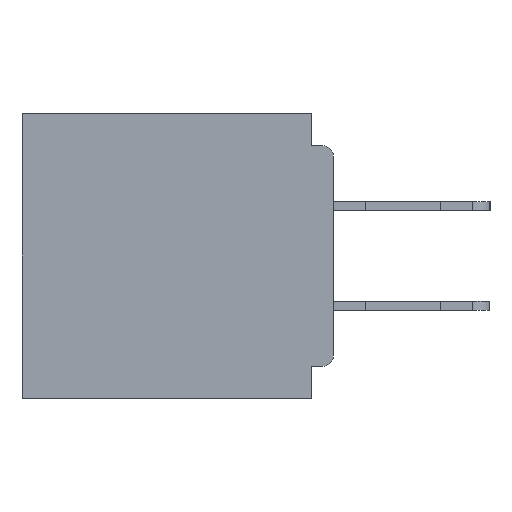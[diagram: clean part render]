
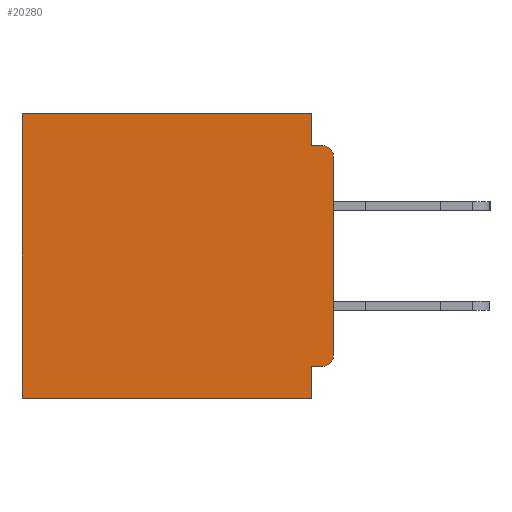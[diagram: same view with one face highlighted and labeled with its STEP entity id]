
A CAD part, left-side view. The second image highlights one B-rep face of the part: STEP entity #20280.
In plain terms, the highlighted planar face has unit normal (-1, 0, 0).
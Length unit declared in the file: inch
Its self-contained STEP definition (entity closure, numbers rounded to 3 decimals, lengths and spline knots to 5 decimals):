
#200 = LINE ( 'NONE', #23570, #42718 ) ;
#1247 = ORIENTED_EDGE ( 'NONE', *, *, #21505, .T. ) ;
#1598 = CARTESIAN_POINT ( 'NONE',  ( 0.3, 0.031, 0. ) ) ;
#2178 = DIRECTION ( 'NONE',  ( -1., 0., 0. ) ) ;
#2580 = CARTESIAN_POINT ( 'NONE',  ( 0.3, 0.031, 0. ) ) ;
#2769 = DIRECTION ( 'NONE',  ( 0., 0., -1. ) ) ;
#2906 = CARTESIAN_POINT ( 'NONE',  ( 0.3, 0.031, -0.355 ) ) ;
#3523 = ORIENTED_EDGE ( 'NONE', *, *, #54270, .F. ) ;
#7785 = VERTEX_POINT ( 'NONE', #36090 ) ;
#7795 = CARTESIAN_POINT ( 'NONE',  ( 0.3, 0., -0.4 ) ) ;
#8870 = VERTEX_POINT ( 'NONE', #28992 ) ;
#8884 = CARTESIAN_POINT ( 'NONE',  ( 0.3, 0.015, -0.34 ) ) ;
#8956 = VERTEX_POINT ( 'NONE', #25478 ) ;
#9119 = CARTESIAN_POINT ( 'NONE',  ( 0.3, 0.437, -0.4 ) ) ;
#9206 = CARTESIAN_POINT ( 'NONE',  ( 0.3, 0., -0.355 ) ) ;
#9372 = LINE ( 'NONE', #28625, #53021 ) ;
#9390 = VERTEX_POINT ( 'NONE', #2906 ) ;
#11055 = EDGE_CURVE ( 'NONE', #51197, #8870, #14989, .T. ) ;
#11143 = DIRECTION ( 'NONE',  ( 0., 0., -1. ) ) ;
#11758 = DIRECTION ( 'NONE',  ( 0., 0., -1. ) ) ;
#11829 = AXIS2_PLACEMENT_3D ( 'NONE', #27649, #2178, #31915 ) ;
#12123 = VECTOR ( 'NONE', #41419, 39.37008 ) ;
#12582 = VECTOR ( 'NONE', #21750, 39.37008 ) ;
#13035 = ORIENTED_EDGE ( 'NONE', *, *, #11055, .T. ) ;
#13178 = DIRECTION ( 'NONE',  ( 0., 0., -1. ) ) ;
#13682 = DIRECTION ( 'NONE',  ( 0., 0., -1. ) ) ;
#13908 = LINE ( 'NONE', #30294, #12582 ) ;
#14989 = CIRCLE ( 'NONE', #11829, 0.015 ) ;
#16130 = EDGE_CURVE ( 'NONE', #32572, #45540, #31897, .T. ) ;
#16625 = CARTESIAN_POINT ( 'NONE',  ( 0.3, 0.031, -0.045 ) ) ;
#18382 = ORIENTED_EDGE ( 'NONE', *, *, #30528, .F. ) ;
#20280 = ADVANCED_FACE ( 'NONE', ( #46695 ), #34780, .F. ) ;
#20590 = VECTOR ( 'NONE', #52972, 39.37008 ) ;
#21443 = EDGE_LOOP ( 'NONE', ( #18382, #13035, #54669, #38123, #32184, #33412, #50715, #3523, #41847, #1247 ) ) ;
#21505 = EDGE_CURVE ( 'NONE', #7785, #27227, #39269, .T. ) ;
#21750 = DIRECTION ( 'NONE',  ( 0., 0., -1. ) ) ;
#22787 = EDGE_CURVE ( 'NONE', #8956, #30261, #53521, .T. ) ;
#23147 = AXIS2_PLACEMENT_3D ( 'NONE', #8884, #38543, #13178 ) ;
#23570 = CARTESIAN_POINT ( 'NONE',  ( 0.3, 0., -0.4 ) ) ;
#24000 = VERTEX_POINT ( 'NONE', #16625 ) ;
#24413 = CARTESIAN_POINT ( 'NONE',  ( 0.3, 0., -0.045 ) ) ;
#24545 = LINE ( 'NONE', #2580, #47022 ) ;
#25478 = CARTESIAN_POINT ( 'NONE',  ( 0.3, 0.031, -0.4 ) ) ;
#27227 = VERTEX_POINT ( 'NONE', #38635 ) ;
#27649 = CARTESIAN_POINT ( 'NONE',  ( 0.3, 0.015, -0.06 ) ) ;
#28625 = CARTESIAN_POINT ( 'NONE',  ( 0.3, 0.437, -0.4 ) ) ;
#28992 = CARTESIAN_POINT ( 'NONE',  ( 0.3, 0.015, -0.045 ) ) ;
#30261 = VERTEX_POINT ( 'NONE', #9119 ) ;
#30294 = CARTESIAN_POINT ( 'NONE',  ( 0.3, 0.031, -0.4 ) ) ;
#30528 = EDGE_CURVE ( 'NONE', #51197, #27227, #200, .T. ) ;
#31670 = EDGE_CURVE ( 'NONE', #24000, #8870, #34671, .T. ) ;
#31897 = LINE ( 'NONE', #52784, #20590 ) ;
#31915 = DIRECTION ( 'NONE',  ( 0., 0., -1. ) ) ;
#32162 = EDGE_CURVE ( 'NONE', #45540, #30261, #9372, .T. ) ;
#32184 = ORIENTED_EDGE ( 'NONE', *, *, #16130, .T. ) ;
#32572 = VERTEX_POINT ( 'NONE', #1598 ) ;
#33412 = ORIENTED_EDGE ( 'NONE', *, *, #32162, .T. ) ;
#34053 = EDGE_CURVE ( 'NONE', #32572, #24000, #24545, .T. ) ;
#34630 = DIRECTION ( 'NONE',  ( 0., 1., 0. ) ) ;
#34671 = LINE ( 'NONE', #24413, #12123 ) ;
#34780 = PLANE ( 'NONE',  #35896 ) ;
#35896 = AXIS2_PLACEMENT_3D ( 'NONE', #47154, #39029, #13682 ) ;
#36090 = CARTESIAN_POINT ( 'NONE',  ( 0.3, 0.015, -0.355 ) ) ;
#37473 = DIRECTION ( 'NONE',  ( 0., 1., 0. ) ) ;
#38123 = ORIENTED_EDGE ( 'NONE', *, *, #34053, .F. ) ;
#38543 = DIRECTION ( 'NONE',  ( -1., 0., 0. ) ) ;
#38635 = CARTESIAN_POINT ( 'NONE',  ( 0.3, 0., -0.34 ) ) ;
#39029 = DIRECTION ( 'NONE',  ( 1., 0., 0. ) ) ;
#39082 = VECTOR ( 'NONE', #34630, 39.37008 ) ;
#39269 = CIRCLE ( 'NONE', #23147, 0.015 ) ;
#40394 = LINE ( 'NONE', #9206, #39082 ) ;
#41419 = DIRECTION ( 'NONE',  ( 0., -1., 0. ) ) ;
#41847 = ORIENTED_EDGE ( 'NONE', *, *, #43761, .F. ) ;
#42718 = VECTOR ( 'NONE', #11143, 39.37008 ) ;
#43761 = EDGE_CURVE ( 'NONE', #7785, #9390, #40394, .T. ) ;
#45540 = VERTEX_POINT ( 'NONE', #51538 ) ;
#46695 = FACE_OUTER_BOUND ( 'NONE', #21443, .T. ) ;
#47022 = VECTOR ( 'NONE', #2769, 39.37008 ) ;
#47154 = CARTESIAN_POINT ( 'NONE',  ( 0.3, 0., -0.4 ) ) ;
#50715 = ORIENTED_EDGE ( 'NONE', *, *, #22787, .F. ) ;
#51197 = VERTEX_POINT ( 'NONE', #51257 ) ;
#51257 = CARTESIAN_POINT ( 'NONE',  ( 0.3, 0., -0.06 ) ) ;
#51538 = CARTESIAN_POINT ( 'NONE',  ( 0.3, 0.437, 0. ) ) ;
#52194 = VECTOR ( 'NONE', #37473, 39.37008 ) ;
#52784 = CARTESIAN_POINT ( 'NONE',  ( 0.3, 0., 0. ) ) ;
#52972 = DIRECTION ( 'NONE',  ( 0., 1., 0. ) ) ;
#53021 = VECTOR ( 'NONE', #11758, 39.37008 ) ;
#53521 = LINE ( 'NONE', #7795, #52194 ) ;
#54270 = EDGE_CURVE ( 'NONE', #9390, #8956, #13908, .T. ) ;
#54669 = ORIENTED_EDGE ( 'NONE', *, *, #31670, .F. ) ;
